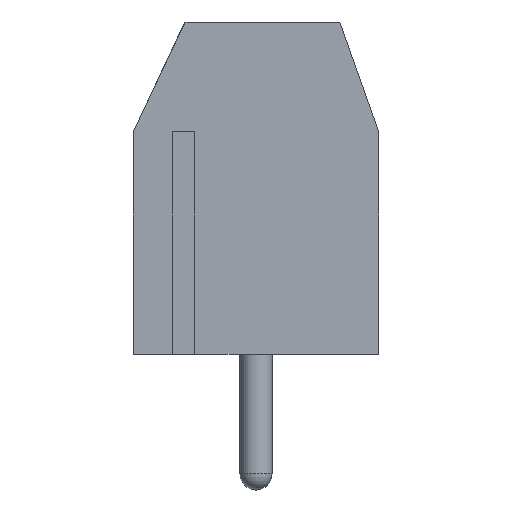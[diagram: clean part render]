
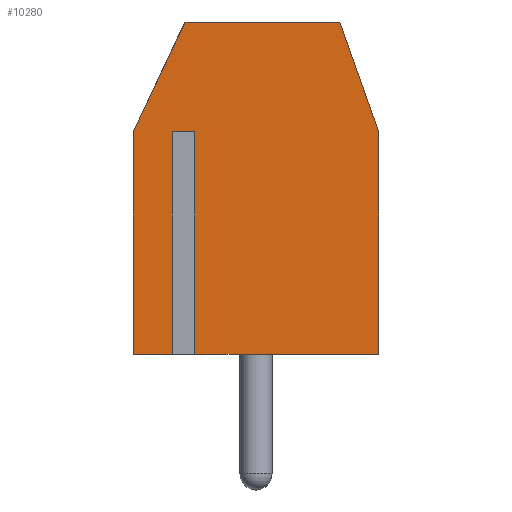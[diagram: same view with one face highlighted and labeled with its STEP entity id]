
A CAD part, left-side view. The second image highlights one B-rep face of the part: STEP entity #10280.
In plain terms, the highlighted planar face has unit normal (-1, 0, 0).
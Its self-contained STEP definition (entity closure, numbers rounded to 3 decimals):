
#555=FACE_OUTER_BOUND('',#1133,.T.);
#1133=EDGE_LOOP('',(#6803,#6804,#6805,#6806,#6807,#6808,#6809,#6810,#6811,
#6812));
#1745=LINE('',#14714,#2967);
#1751=LINE('',#14729,#2973);
#1761=LINE('',#14752,#2983);
#1762=LINE('',#14758,#2984);
#1763=LINE('',#14760,#2985);
#1764=LINE('',#14762,#2986);
#1765=LINE('',#14764,#2987);
#1766=LINE('',#14766,#2988);
#1767=LINE('',#14768,#2989);
#1768=LINE('',#14769,#2990);
#2967=VECTOR('',#11790,10.);
#2973=VECTOR('',#11802,10.);
#2983=VECTOR('',#11820,10.);
#2984=VECTOR('',#11827,10.);
#2985=VECTOR('',#11828,10.);
#2986=VECTOR('',#11829,10.);
#2987=VECTOR('',#11830,10.);
#2988=VECTOR('',#11831,10.);
#2989=VECTOR('',#11832,10.);
#2990=VECTOR('',#11833,10.);
#4191=VERTEX_POINT('',#14711);
#4192=VERTEX_POINT('',#14713);
#4198=VERTEX_POINT('',#14727);
#4207=VERTEX_POINT('',#14750);
#4209=VERTEX_POINT('',#14757);
#4210=VERTEX_POINT('',#14759);
#4211=VERTEX_POINT('',#14761);
#4212=VERTEX_POINT('',#14763);
#4213=VERTEX_POINT('',#14765);
#4214=VERTEX_POINT('',#14767);
#5222=EDGE_CURVE('',#4191,#4192,#1745,.T.);
#5230=EDGE_CURVE('',#4198,#4191,#1751,.T.);
#5242=EDGE_CURVE('',#4207,#4198,#1761,.T.);
#5245=EDGE_CURVE('',#4209,#4207,#1762,.T.);
#5246=EDGE_CURVE('',#4210,#4209,#1763,.T.);
#5247=EDGE_CURVE('',#4210,#4211,#1764,.T.);
#5248=EDGE_CURVE('',#4212,#4211,#1765,.T.);
#5249=EDGE_CURVE('',#4213,#4212,#1766,.T.);
#5250=EDGE_CURVE('',#4214,#4213,#1767,.T.);
#5251=EDGE_CURVE('',#4214,#4192,#1768,.T.);
#6803=ORIENTED_EDGE('',*,*,#5222,.F.);
#6804=ORIENTED_EDGE('',*,*,#5230,.F.);
#6805=ORIENTED_EDGE('',*,*,#5242,.F.);
#6806=ORIENTED_EDGE('',*,*,#5245,.F.);
#6807=ORIENTED_EDGE('',*,*,#5246,.F.);
#6808=ORIENTED_EDGE('',*,*,#5247,.T.);
#6809=ORIENTED_EDGE('',*,*,#5248,.F.);
#6810=ORIENTED_EDGE('',*,*,#5249,.F.);
#6811=ORIENTED_EDGE('',*,*,#5250,.F.);
#6812=ORIENTED_EDGE('',*,*,#5251,.T.);
#9810=PLANE('',#10914);
#10280=ADVANCED_FACE('',(#555),#9810,.T.);
#10914=AXIS2_PLACEMENT_3D('',#14756,#11825,#11826);
#11790=DIRECTION('',(0.,-0.333,-0.943));
#11802=DIRECTION('',(0.,-1.,0.));
#11820=DIRECTION('',(0.,-0.426,0.905));
#11825=DIRECTION('center_axis',(-1.,0.,0.));
#11826=DIRECTION('ref_axis',(0.,-1.,0.));
#11827=DIRECTION('',(0.,0.,1.));
#11828=DIRECTION('',(0.,1.,0.));
#11829=DIRECTION('',(0.,0.,1.));
#11830=DIRECTION('',(0.,1.,0.));
#11831=DIRECTION('',(0.,0.,1.));
#11832=DIRECTION('',(0.,1.,0.));
#11833=DIRECTION('',(0.,0.,1.));
#14711=CARTESIAN_POINT('',(0.,-6.4,10.3));
#14713=CARTESIAN_POINT('',(0.,-7.6,6.9));
#14714=CARTESIAN_POINT('',(0.,-7.962,5.875));
#14727=CARTESIAN_POINT('',(0.,-1.6,10.3));
#14729=CARTESIAN_POINT('',(0.,-7.6,10.3));
#14750=CARTESIAN_POINT('',(0.,0.,6.9));
#14752=CARTESIAN_POINT('',(0.,0.929,4.925));
#14756=CARTESIAN_POINT('Origin',(0.,0.,0.));
#14757=CARTESIAN_POINT('',(0.,0.,0.));
#14758=CARTESIAN_POINT('',(0.,0.,0.));
#14759=CARTESIAN_POINT('',(0.,-1.35,0.));
#14760=CARTESIAN_POINT('',(0.,-7.6,0.));
#14761=CARTESIAN_POINT('',(0.,-1.35,6.9));
#14762=CARTESIAN_POINT('',(0.,-1.35,0.));
#14763=CARTESIAN_POINT('',(0.,-1.75,6.9));
#14764=CARTESIAN_POINT('',(0.,-1.9,6.9));
#14765=CARTESIAN_POINT('',(0.,-1.75,0.));
#14766=CARTESIAN_POINT('',(0.,-1.75,0.));
#14767=CARTESIAN_POINT('',(0.,-7.6,0.));
#14768=CARTESIAN_POINT('',(0.,-7.6,0.));
#14769=CARTESIAN_POINT('',(0.,-7.6,0.));
